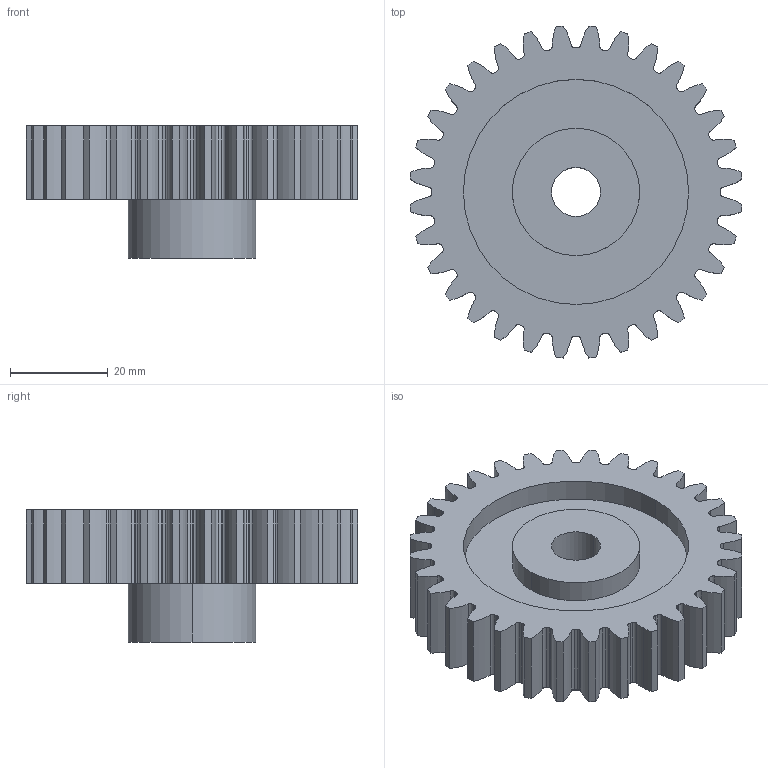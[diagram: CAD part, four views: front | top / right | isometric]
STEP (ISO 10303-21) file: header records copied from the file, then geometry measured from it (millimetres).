
FILE_DESCRIPTION (( 'STEP AP214' ), '1' );
FILE_NAME ('119-020-032.step', '2010-07-19T16:05:49', ( 'WMH Herion Antriebstechnik GmbH' ), ( 'WMH Herion Antriebstechnik GmbH' ), 'SwSTEP 2.0', 'SolidWorks 2010', '' );
FILE_SCHEMA (( 'AUTOMOTIVE_DESIGN' ));
Length unit declared in the file: millimetre
Products named in the file (1): 119-020-032
Bounding box: 67.8 x 67.8 x 27 mm (x, y, z)
Volume: 41869.3 mm3; surface area: 16014.2 mm2
Topology: 1 solids, 1 shells, 225 faces, 657 edges, 438 vertices
Faces by surface type: cylinder 219, plane 6
Entity records: 7767 total; most frequent: DIRECTION 1547, CARTESIAN_POINT 1321, ORIENTED_EDGE 1314, AXIS2_PLACEMENT_3D 664, EDGE_CURVE 657, VERTEX_POINT 438, CIRCLE 438, EDGE_LOOP 231
